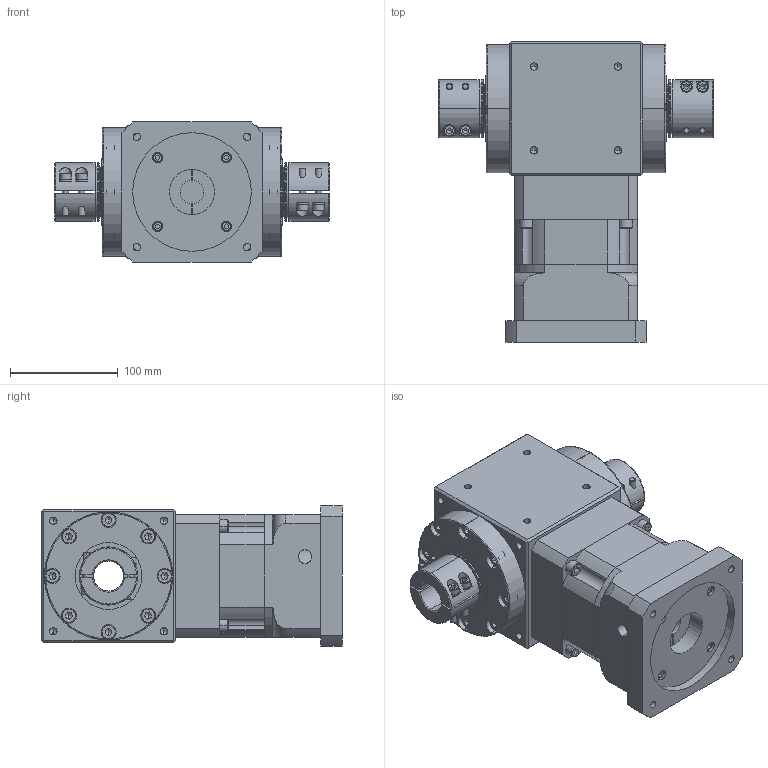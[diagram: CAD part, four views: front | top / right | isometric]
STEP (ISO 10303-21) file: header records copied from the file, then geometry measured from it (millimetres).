
FILE_DESCRIPTION (( 'STEP AP214' ), '1' );
FILE_NAME ('RAM120-L1-XX-D-22-110-145-M8_2019.STEP', '2019-05-13T07:34:39', ( 'Y' ), ( 'NCU' ), 'SwSTEP 2.0', 'SolidWorks 2016', '' );
FILE_SCHEMA (( 'AUTOMOTIVE_DESIGN' ));
Length unit declared in the file: millimetre
Products named in the file (1): RAM120-L1-XX-D-22-110-145-M8_2019
Bounding box: 255 x 278.8 x 130 mm (x, y, z)
Volume: 4159496.4 mm3; surface area: 395188.1 mm2
Topology: 4 solids, 32 shells, 1384 faces, 3276 edges, 2010 vertices
Faces by surface type: plane 706, cylinder 438, cone 158, torus 82
Entity records: 44408 total; most frequent: CARTESIAN_POINT 10333, DIRECTION 7162, ORIENTED_EDGE 6360, EDGE_CURVE 3180, AXIS2_PLACEMENT_3D 2713, VERTEX_POINT 2010, LINE 1736, VECTOR 1736
